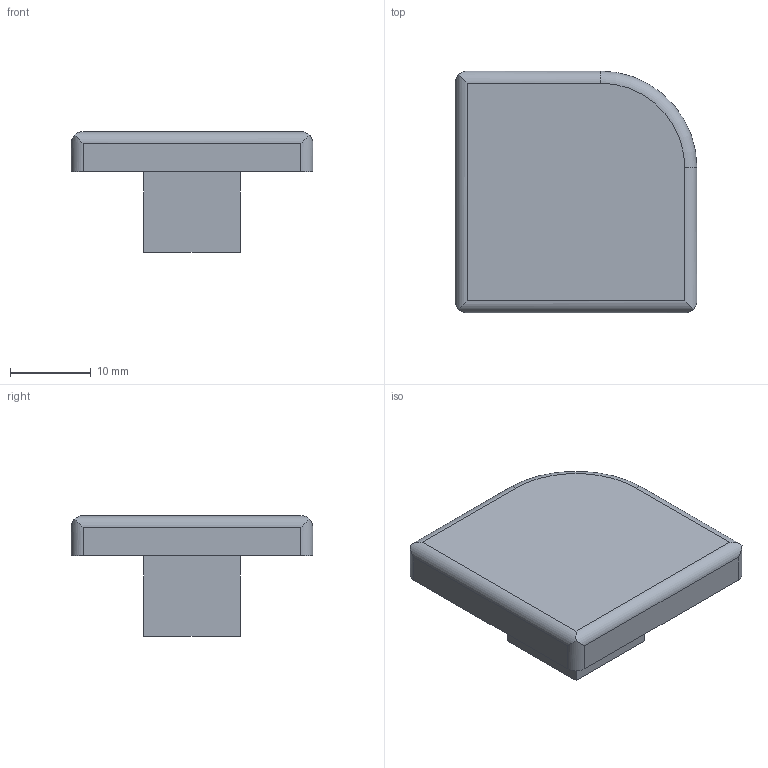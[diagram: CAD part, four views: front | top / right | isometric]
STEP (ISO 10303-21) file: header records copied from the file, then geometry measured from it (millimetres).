
FILE_DESCRIPTION(('Creo Elements/Direct Modeling STEP Export'),'2;1');
FILE_NAME('33.0305.3_Abdeckkappe-MMS-33_30x30x15-leitfähig-abgerundet.stp','2022-03-18T13:58:20',(''),(''),'PTC Creo Elements/Direct Modeling STEP processor for AP214 (Solid Model)','PTC Creo Elements/Direct Modeling 19.0C 15-Aug-2015 (C) Parametric Technology GmbH','');
FILE_SCHEMA(('AUTOMOTIVE_DESIGN { 1 0 10303 214 1 1 1 1 }'));
Length unit declared in the file: millimetre
Products named in the file (1): Abdeckkappe-MMS-33_30x30x15-leitfähig-abgerundet_33.0305.3_PX176190
Bounding box: 30 x 30 x 15 mm (x, y, z)
Volume: 5002.9 mm3; surface area: 3047.4 mm2
Topology: 1 solids, 1 shells, 25 faces, 61 edges, 40 vertices
Faces by surface type: plane 16, cylinder 8, torus 1
Entity records: 753 total; most frequent: DIRECTION 128, CARTESIAN_POINT 126, ORIENTED_EDGE 122, EDGE_CURVE 61, VECTOR 44, LINE 44, AXIS2_PLACEMENT_3D 42, VERTEX_POINT 40
